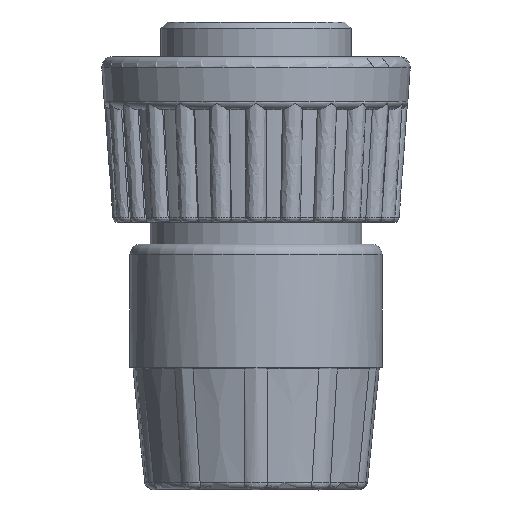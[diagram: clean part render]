
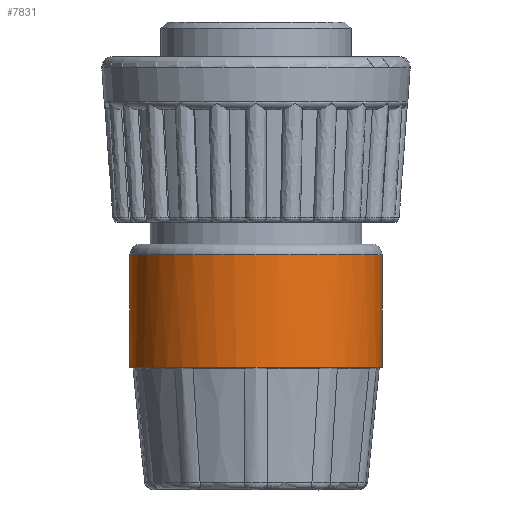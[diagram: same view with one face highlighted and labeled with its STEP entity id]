
A CAD part, front view. The second image highlights one B-rep face of the part: STEP entity #7831.
In plain terms, the highlighted cylindrical face has radius 9.081 mm (diameter 18.161 mm), a partial arc.
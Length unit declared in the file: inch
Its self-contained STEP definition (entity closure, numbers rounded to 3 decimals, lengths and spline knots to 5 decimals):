
#164 = AXIS2_PLACEMENT_3D ( 'NONE', #4198, #12201, #5379 ) ;
#379 = DIRECTION ( 'NONE',  ( 0., 0., 1. ) ) ;
#438 = AXIS2_PLACEMENT_3D ( 'NONE', #9890, #3013, #11042 ) ;
#617 = CARTESIAN_POINT ( 'NONE',  ( 0., 0., -0.98 ) ) ;
#700 = VECTOR ( 'NONE', #9567, 39.37008 ) ;
#1063 = DIRECTION ( 'NONE',  ( 0., 0., 1. ) ) ;
#1247 = ORIENTED_EDGE ( 'NONE', *, *, #11856, .T. ) ;
#1347 = CARTESIAN_POINT ( 'NONE',  ( 0., 0., -0.98 ) ) ;
#1441 = CARTESIAN_POINT ( 'NONE',  ( -0.3575, 0., -0.66 ) ) ;
#1453 = CARTESIAN_POINT ( 'NONE',  ( 0., 0., -0.98 ) ) ;
#1793 = DIRECTION ( 'NONE',  ( 1., 0., 0. ) ) ;
#1812 = CARTESIAN_POINT ( 'NONE',  ( 0.3575, 0., -0.66 ) ) ;
#1844 = DIRECTION ( 'NONE',  ( 0., 0., -1. ) ) ;
#1902 = EDGE_CURVE ( 'NONE', #9208, #11058, #11814, .T. ) ;
#1992 = FACE_OUTER_BOUND ( 'NONE', #10696, .T. ) ;
#1999 = ORIENTED_EDGE ( 'NONE', *, *, #11934, .T. ) ;
#2108 = VERTEX_POINT ( 'NONE', #14217 ) ;
#2345 = AXIS2_PLACEMENT_3D ( 'NONE', #1347, #9369, #2509 ) ;
#2456 = EDGE_CURVE ( 'NONE', #2872, #5661, #14669, .T. ) ;
#2509 = DIRECTION ( 'NONE',  ( 1., 0., 0. ) ) ;
#2583 = CIRCLE ( 'NONE', #3867, 0.3575 ) ;
#2607 = DIRECTION ( 'NONE',  ( 1., 0., 0. ) ) ;
#2843 = CARTESIAN_POINT ( 'NONE',  ( 0., -0.3575, -0.98 ) ) ;
#2872 = VERTEX_POINT ( 'NONE', #2843 ) ;
#2940 = CIRCLE ( 'NONE', #2345, 0.3575 ) ;
#2966 = EDGE_CURVE ( 'NONE', #4148, #11058, #3747, .T. ) ;
#3013 = DIRECTION ( 'NONE',  ( 0., 0., 1. ) ) ;
#3747 = LINE ( 'NONE', #13037, #700 ) ;
#3856 = ORIENTED_EDGE ( 'NONE', *, *, #9494, .T. ) ;
#3867 = AXIS2_PLACEMENT_3D ( 'NONE', #1453, #9481, #2607 ) ;
#4106 = DIRECTION ( 'NONE',  ( 0., 0., 1. ) ) ;
#4148 = VERTEX_POINT ( 'NONE', #11298 ) ;
#4198 = CARTESIAN_POINT ( 'NONE',  ( 0., 0., -0.98 ) ) ;
#4380 = EDGE_CURVE ( 'NONE', #7439, #6842, #8968, .T. ) ;
#4956 = EDGE_CURVE ( 'NONE', #5661, #7439, #5744, .T. ) ;
#5379 = DIRECTION ( 'NONE',  ( 1., 0., 0. ) ) ;
#5661 = VERTEX_POINT ( 'NONE', #11504 ) ;
#5732 = CARTESIAN_POINT ( 'NONE',  ( 0.3575, 0., -0.98 ) ) ;
#5744 = CIRCLE ( 'NONE', #438, 0.3575 ) ;
#5972 = ORIENTED_EDGE ( 'NONE', *, *, #4956, .T. ) ;
#6435 = DIRECTION ( 'NONE',  ( 1., 0., 0. ) ) ;
#6842 = VERTEX_POINT ( 'NONE', #5732 ) ;
#7078 = ORIENTED_EDGE ( 'NONE', *, *, #1902, .T. ) ;
#7113 = AXIS2_PLACEMENT_3D ( 'NONE', #9841, #4106, #6435 ) ;
#7281 = CARTESIAN_POINT ( 'NONE',  ( 0., 0., -0.98 ) ) ;
#7439 = VERTEX_POINT ( 'NONE', #14623 ) ;
#7727 = CYLINDRICAL_SURFACE ( 'NONE', #7113, 0.3575 ) ;
#7831 = ADVANCED_FACE ( 'NONE', ( #1992 ), #7727, .T. ) ;
#7846 = EDGE_CURVE ( 'NONE', #2108, #12502, #8439, .T. ) ;
#7930 = ORIENTED_EDGE ( 'NONE', *, *, #2966, .F. ) ;
#8234 = ORIENTED_EDGE ( 'NONE', *, *, #7846, .T. ) ;
#8417 = DIRECTION ( 'NONE',  ( 1., 0., 0. ) ) ;
#8439 = CIRCLE ( 'NONE', #164, 0.3575 ) ;
#8659 = DIRECTION ( 'NONE',  ( 0., 0., 1. ) ) ;
#8697 = CARTESIAN_POINT ( 'NONE',  ( 0., 0., -0.66 ) ) ;
#8712 = VECTOR ( 'NONE', #1063, 39.37008 ) ;
#8968 = CIRCLE ( 'NONE', #12956, 0.3575 ) ;
#9061 = LINE ( 'NONE', #14769, #8712 ) ;
#9208 = VERTEX_POINT ( 'NONE', #1812 ) ;
#9369 = DIRECTION ( 'NONE',  ( 0., 0., 1. ) ) ;
#9481 = DIRECTION ( 'NONE',  ( 0., 0., 1. ) ) ;
#9494 = EDGE_CURVE ( 'NONE', #6842, #9208, #9061, .T. ) ;
#9567 = DIRECTION ( 'NONE',  ( 0., 0., 1. ) ) ;
#9841 = CARTESIAN_POINT ( 'NONE',  ( 0., 0., 0.20795 ) ) ;
#9859 = DIRECTION ( 'NONE',  ( 1., 0., 0. ) ) ;
#9890 = CARTESIAN_POINT ( 'NONE',  ( 0., 0., -0.98 ) ) ;
#10183 = AXIS2_PLACEMENT_3D ( 'NONE', #8697, #1844, #9859 ) ;
#10696 = EDGE_LOOP ( 'NONE', ( #7930, #1999, #8234, #1247, #14076, #5972, #13475, #3856, #7078 ) ) ;
#11042 = DIRECTION ( 'NONE',  ( 1., 0., 0. ) ) ;
#11058 = VERTEX_POINT ( 'NONE', #1441 ) ;
#11298 = CARTESIAN_POINT ( 'NONE',  ( -0.3575, 0., -0.98 ) ) ;
#11418 = CARTESIAN_POINT ( 'NONE',  ( -0.21013, -0.28922, -0.98 ) ) ;
#11504 = CARTESIAN_POINT ( 'NONE',  ( 0.21013, -0.28922, -0.98 ) ) ;
#11814 = CIRCLE ( 'NONE', #10183, 0.3575 ) ;
#11856 = EDGE_CURVE ( 'NONE', #12502, #2872, #2940, .T. ) ;
#11934 = EDGE_CURVE ( 'NONE', #4148, #2108, #2583, .T. ) ;
#12201 = DIRECTION ( 'NONE',  ( 0., 0., 1. ) ) ;
#12502 = VERTEX_POINT ( 'NONE', #11418 ) ;
#12956 = AXIS2_PLACEMENT_3D ( 'NONE', #617, #8659, #1793 ) ;
#13037 = CARTESIAN_POINT ( 'NONE',  ( -0.3575, 0., 0.20795 ) ) ;
#13475 = ORIENTED_EDGE ( 'NONE', *, *, #4380, .T. ) ;
#14076 = ORIENTED_EDGE ( 'NONE', *, *, #2456, .T. ) ;
#14182 = AXIS2_PLACEMENT_3D ( 'NONE', #7281, #379, #8417 ) ;
#14217 = CARTESIAN_POINT ( 'NONE',  ( -0.34, -0.11047, -0.98 ) ) ;
#14623 = CARTESIAN_POINT ( 'NONE',  ( 0.34, -0.11047, -0.98 ) ) ;
#14669 = CIRCLE ( 'NONE', #14182, 0.3575 ) ;
#14769 = CARTESIAN_POINT ( 'NONE',  ( 0.3575, 0., 0.20795 ) ) ;
